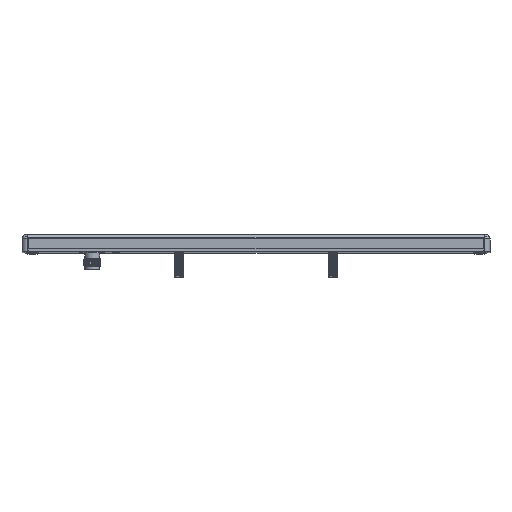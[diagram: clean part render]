
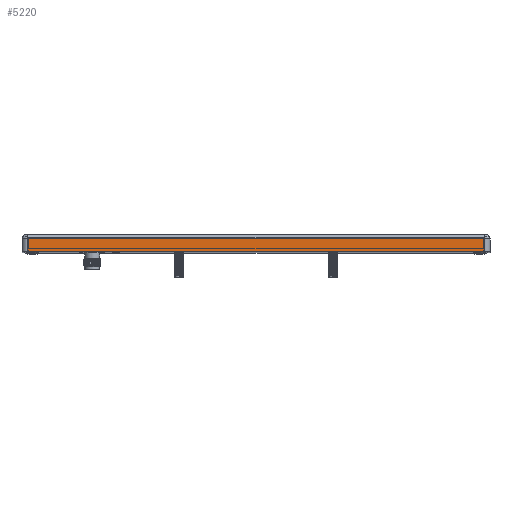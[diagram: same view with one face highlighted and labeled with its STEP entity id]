
A CAD part, top view. The second image highlights one B-rep face of the part: STEP entity #5220.
In plain terms, the highlighted planar face has unit normal (0, 0, 1).
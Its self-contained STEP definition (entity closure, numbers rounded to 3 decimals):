
#429 = DIRECTION ( 'NONE',  ( -1., 0., 0. ) ) ;
#1369 = DIRECTION ( 'NONE',  ( 0., -1., 0. ) ) ;
#2166 = ORIENTED_EDGE ( 'NONE', *, *, #6551, .T. ) ;
#2636 = VERTEX_POINT ( 'NONE', #23440 ) ;
#2786 = VERTEX_POINT ( 'NONE', #9055 ) ;
#3721 = PLANE ( 'NONE',  #16085 ) ;
#5059 = ORIENTED_EDGE ( 'NONE', *, *, #22824, .F. ) ;
#5220 = ADVANCED_FACE ( 'NONE', ( #28027 ), #3721, .F. ) ;
#5223 = CARTESIAN_POINT ( 'NONE',  ( -67.931, 245.9, 667.367 ) ) ;
#5865 = LINE ( 'NONE', #27838, #8782 ) ;
#5884 = DIRECTION ( 'NONE',  ( 0., -1., 0. ) ) ;
#6551 = EDGE_CURVE ( 'NONE', #2636, #27795, #12922, .T. ) ;
#8230 = DIRECTION ( 'NONE',  ( -1., 0., 0. ) ) ;
#8782 = VECTOR ( 'NONE', #1369, 1000. ) ;
#8864 = VECTOR ( 'NONE', #429, 1000. ) ;
#9055 = CARTESIAN_POINT ( 'NONE',  ( 229.069, 245.9, 667.367 ) ) ;
#9831 = EDGE_CURVE ( 'NONE', #27795, #2786, #12135, .T. ) ;
#10046 = CARTESIAN_POINT ( 'NONE',  ( -67.931, 256.9, 667.367 ) ) ;
#12135 = LINE ( 'NONE', #5223, #17018 ) ;
#12669 = DIRECTION ( 'NONE',  ( 0., 0., -1. ) ) ;
#12922 = LINE ( 'NONE', #10046, #20907 ) ;
#16085 = AXIS2_PLACEMENT_3D ( 'NONE', #17274, #12669, #8230 ) ;
#17018 = VECTOR ( 'NONE', #18736, 1000. ) ;
#17274 = CARTESIAN_POINT ( 'NONE',  ( -67.931, 256.9, 667.367 ) ) ;
#18415 = LINE ( 'NONE', #20414, #8864 ) ;
#18736 = DIRECTION ( 'NONE',  ( 1., 0., 0. ) ) ;
#20414 = CARTESIAN_POINT ( 'NONE',  ( -67.931, 253.9, 667.367 ) ) ;
#20907 = VECTOR ( 'NONE', #5884, 1000. ) ;
#21068 = EDGE_LOOP ( 'NONE', ( #5059, #21149, #2166, #23476 ) ) ;
#21149 = ORIENTED_EDGE ( 'NONE', *, *, #27916, .T. ) ;
#21750 = CARTESIAN_POINT ( 'NONE',  ( -67.931, 245.9, 667.367 ) ) ;
#22221 = CARTESIAN_POINT ( 'NONE',  ( 229.069, 253.9, 667.367 ) ) ;
#22824 = EDGE_CURVE ( 'NONE', #26666, #2786, #5865, .T. ) ;
#23440 = CARTESIAN_POINT ( 'NONE',  ( -67.931, 253.9, 667.367 ) ) ;
#23476 = ORIENTED_EDGE ( 'NONE', *, *, #9831, .T. ) ;
#26666 = VERTEX_POINT ( 'NONE', #22221 ) ;
#27795 = VERTEX_POINT ( 'NONE', #21750 ) ;
#27838 = CARTESIAN_POINT ( 'NONE',  ( 229.069, 256.9, 667.367 ) ) ;
#27916 = EDGE_CURVE ( 'NONE', #26666, #2636, #18415, .T. ) ;
#28027 = FACE_OUTER_BOUND ( 'NONE', #21068, .T. ) ;
